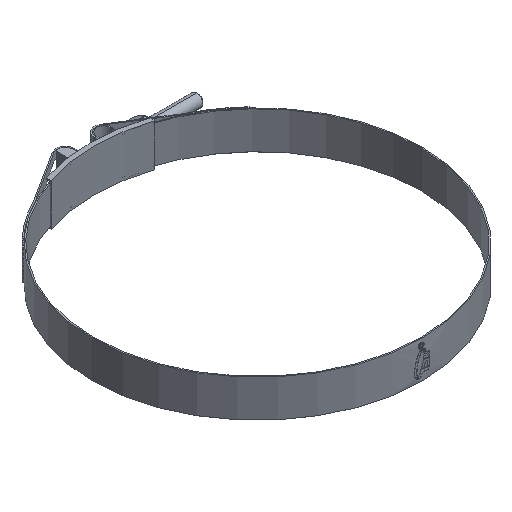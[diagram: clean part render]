
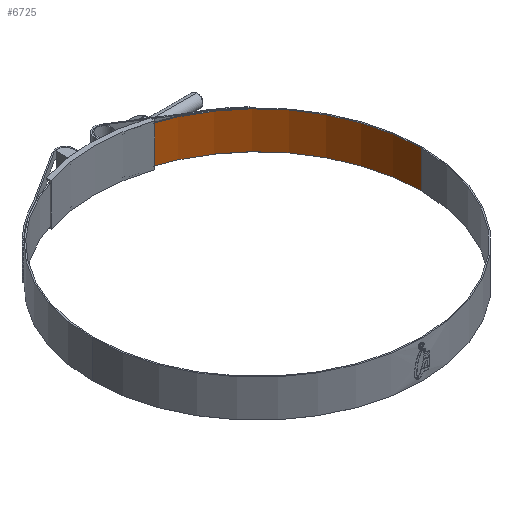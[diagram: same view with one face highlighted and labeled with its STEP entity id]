
A CAD part, isometric view. The second image highlights one B-rep face of the part: STEP entity #6725.
In plain terms, the highlighted cylindrical face has radius 85 mm (diameter 170 mm), a partial arc.
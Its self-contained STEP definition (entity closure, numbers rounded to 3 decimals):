
#196 = EDGE_LOOP ( 'NONE', ( #3065, #5204, #3520, #11554 ) ) ;
#661 = VERTEX_POINT ( 'NONE', #14342 ) ;
#1197 = CARTESIAN_POINT ( 'NONE',  ( 0., 0., 9.65 ) ) ;
#1304 = AXIS2_PLACEMENT_3D ( 'NONE', #13246, #8715, #7621 ) ;
#1701 = CARTESIAN_POINT ( 'NONE',  ( 85., 0., 9.65 ) ) ;
#2453 = VERTEX_POINT ( 'NONE', #14491 ) ;
#3065 = ORIENTED_EDGE ( 'NONE', *, *, #6586, .F. ) ;
#3335 = EDGE_CURVE ( 'NONE', #2453, #6845, #13014, .T. ) ;
#3520 = ORIENTED_EDGE ( 'NONE', *, *, #10244, .T. ) ;
#3541 = DIRECTION ( 'NONE',  ( -1., 0., 0. ) ) ;
#4511 = FACE_OUTER_BOUND ( 'NONE', #196, .T. ) ;
#4823 = CARTESIAN_POINT ( 'NONE',  ( 0., 0., 9.65 ) ) ;
#5204 = ORIENTED_EDGE ( 'NONE', *, *, #3335, .F. ) ;
#5754 = LINE ( 'NONE', #8014, #11082 ) ;
#5780 = LINE ( 'NONE', #12639, #7581 ) ;
#5848 = DIRECTION ( 'NONE',  ( 0., 0., -1. ) ) ;
#6143 = VERTEX_POINT ( 'NONE', #10607 ) ;
#6586 = EDGE_CURVE ( 'NONE', #6845, #661, #5754, .T. ) ;
#6725 = ADVANCED_FACE ( 'NONE', ( #4511 ), #13565, .F. ) ;
#6845 = VERTEX_POINT ( 'NONE', #1701 ) ;
#7581 = VECTOR ( 'NONE', #5848, 1000. ) ;
#7621 = DIRECTION ( 'NONE',  ( -1., 0., 0. ) ) ;
#7945 = DIRECTION ( 'NONE',  ( 0., 0., -1. ) ) ;
#8014 = CARTESIAN_POINT ( 'NONE',  ( 85., 0., 9.65 ) ) ;
#8041 = AXIS2_PLACEMENT_3D ( 'NONE', #1197, #7945, #3541 ) ;
#8086 = CIRCLE ( 'NONE', #1304, 85. ) ;
#8088 = DIRECTION ( 'NONE',  ( 0., 0., -1. ) ) ;
#8715 = DIRECTION ( 'NONE',  ( 0., 0., -1. ) ) ;
#9280 = DIRECTION ( 'NONE',  ( 0., 0., -1. ) ) ;
#10244 = EDGE_CURVE ( 'NONE', #2453, #6143, #5780, .T. ) ;
#10607 = CARTESIAN_POINT ( 'NONE',  ( 9.444, 84.474, -9.65 ) ) ;
#11082 = VECTOR ( 'NONE', #8088, 1000. ) ;
#11554 = ORIENTED_EDGE ( 'NONE', *, *, #13301, .T. ) ;
#12329 = AXIS2_PLACEMENT_3D ( 'NONE', #4823, #9280, #13722 ) ;
#12639 = CARTESIAN_POINT ( 'NONE',  ( 9.444, 84.474, 9.65 ) ) ;
#13014 = CIRCLE ( 'NONE', #12329, 85. ) ;
#13246 = CARTESIAN_POINT ( 'NONE',  ( 0., 0., -9.65 ) ) ;
#13301 = EDGE_CURVE ( 'NONE', #6143, #661, #8086, .T. ) ;
#13565 = CYLINDRICAL_SURFACE ( 'NONE', #8041, 85. ) ;
#13722 = DIRECTION ( 'NONE',  ( -1., 0., 0. ) ) ;
#14342 = CARTESIAN_POINT ( 'NONE',  ( 85., 0., -9.65 ) ) ;
#14491 = CARTESIAN_POINT ( 'NONE',  ( 9.444, 84.474, 9.65 ) ) ;
